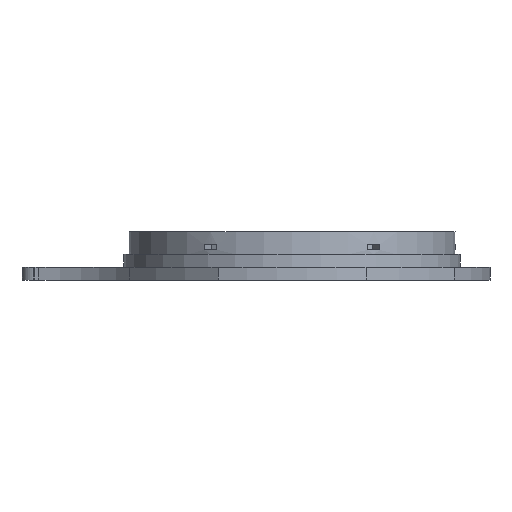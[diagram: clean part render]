
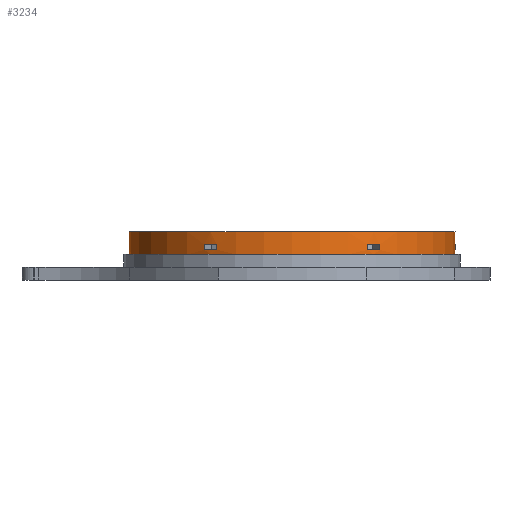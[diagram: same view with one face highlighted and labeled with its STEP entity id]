
A CAD part, left-side view. The second image highlights one B-rep face of the part: STEP entity #3234.
In plain terms, the highlighted cylindrical face has radius 63.4 mm (diameter 126.8 mm), a full revolution.
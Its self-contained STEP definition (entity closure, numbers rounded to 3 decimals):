
#73=FACE_BOUND('',#580,.T.);
#74=FACE_BOUND('',#581,.T.);
#75=FACE_BOUND('',#582,.T.);
#76=FACE_BOUND('',#583,.T.);
#77=FACE_BOUND('',#584,.T.);
#78=FACE_BOUND('',#585,.T.);
#347=FACE_OUTER_BOUND('',#579,.T.);
#579=EDGE_LOOP('',(#2849,#2850,#2851,#2852));
#580=EDGE_LOOP('',(#2853,#2854,#2855,#2856));
#581=EDGE_LOOP('',(#2857,#2858,#2859,#2860));
#582=EDGE_LOOP('',(#2861,#2862,#2863,#2864));
#583=EDGE_LOOP('',(#2865,#2866,#2867,#2868));
#584=EDGE_LOOP('',(#2869,#2870,#2871,#2872));
#585=EDGE_LOOP('',(#2873,#2874,#2875,#2876));
#806=LINE('',#5372,#1067);
#812=LINE('',#5388,#1073);
#816=LINE('',#5399,#1077);
#824=LINE('',#5419,#1085);
#826=LINE('',#5426,#1087);
#830=LINE('',#5435,#1091);
#836=LINE('',#5453,#1097);
#840=LINE('',#5462,#1101);
#846=LINE('',#5480,#1107);
#852=LINE('',#5496,#1113);
#856=LINE('',#5507,#1117);
#862=LINE('',#5523,#1123);
#871=LINE('',#5555,#1132);
#1067=VECTOR('',#4356,10.);
#1073=VECTOR('',#4370,10.);
#1077=VECTOR('',#4382,10.);
#1085=VECTOR('',#4400,10.);
#1087=VECTOR('',#4408,10.);
#1091=VECTOR('',#4414,10.);
#1097=VECTOR('',#4434,10.);
#1101=VECTOR('',#4440,10.);
#1107=VECTOR('',#4460,10.);
#1113=VECTOR('',#4474,10.);
#1117=VECTOR('',#4486,10.);
#1123=VECTOR('',#4500,10.);
#1132=VECTOR('',#4539,63.4);
#1294=CIRCLE('',#3544,63.4);
#1296=CIRCLE('',#3549,63.4);
#1297=CIRCLE('',#3552,63.4);
#1299=CIRCLE('',#3557,63.4);
#1300=CIRCLE('',#3561,63.4);
#1301=CIRCLE('',#3564,63.4);
#1303=CIRCLE('',#3569,63.4);
#1304=CIRCLE('',#3572,63.4);
#1306=CIRCLE('',#3576,63.4);
#1308=CIRCLE('',#3581,63.4);
#1309=CIRCLE('',#3584,63.4);
#1311=CIRCLE('',#3589,63.4);
#1317=CIRCLE('',#3601,63.4);
#1318=CIRCLE('',#3602,63.4);
#1561=VERTEX_POINT('',#5370);
#1562=VERTEX_POINT('',#5371);
#1565=VERTEX_POINT('',#5379);
#1568=VERTEX_POINT('',#5387);
#1570=VERTEX_POINT('',#5397);
#1571=VERTEX_POINT('',#5398);
#1574=VERTEX_POINT('',#5406);
#1578=VERTEX_POINT('',#5418);
#1579=VERTEX_POINT('',#5424);
#1580=VERTEX_POINT('',#5425);
#1583=VERTEX_POINT('',#5433);
#1584=VERTEX_POINT('',#5434);
#1588=VERTEX_POINT('',#5451);
#1589=VERTEX_POINT('',#5452);
#1592=VERTEX_POINT('',#5460);
#1593=VERTEX_POINT('',#5461);
#1597=VERTEX_POINT('',#5478);
#1598=VERTEX_POINT('',#5479);
#1601=VERTEX_POINT('',#5487);
#1604=VERTEX_POINT('',#5495);
#1606=VERTEX_POINT('',#5505);
#1607=VERTEX_POINT('',#5506);
#1610=VERTEX_POINT('',#5514);
#1613=VERTEX_POINT('',#5522);
#1620=VERTEX_POINT('',#5552);
#1621=VERTEX_POINT('',#5554);
#1966=EDGE_CURVE('',#1561,#1562,#806,.T.);
#1970=EDGE_CURVE('',#1562,#1565,#1294,.T.);
#1974=EDGE_CURVE('',#1565,#1568,#812,.T.);
#1978=EDGE_CURVE('',#1568,#1561,#1296,.T.);
#1979=EDGE_CURVE('',#1570,#1571,#816,.T.);
#1983=EDGE_CURVE('',#1571,#1574,#1297,.T.);
#1989=EDGE_CURVE('',#1574,#1578,#824,.T.);
#1991=EDGE_CURVE('',#1578,#1570,#1299,.T.);
#1992=EDGE_CURVE('',#1579,#1580,#826,.T.);
#1996=EDGE_CURVE('',#1583,#1584,#830,.T.);
#2000=EDGE_CURVE('',#1580,#1583,#1300,.T.);
#2003=EDGE_CURVE('',#1584,#1579,#1301,.T.);
#2005=EDGE_CURVE('',#1588,#1589,#836,.T.);
#2009=EDGE_CURVE('',#1592,#1593,#840,.T.);
#2013=EDGE_CURVE('',#1589,#1592,#1303,.T.);
#2016=EDGE_CURVE('',#1593,#1588,#1304,.T.);
#2018=EDGE_CURVE('',#1597,#1598,#846,.T.);
#2022=EDGE_CURVE('',#1598,#1601,#1306,.T.);
#2026=EDGE_CURVE('',#1601,#1604,#852,.T.);
#2030=EDGE_CURVE('',#1604,#1597,#1308,.T.);
#2031=EDGE_CURVE('',#1606,#1607,#856,.T.);
#2035=EDGE_CURVE('',#1607,#1610,#1309,.T.);
#2039=EDGE_CURVE('',#1610,#1613,#862,.T.);
#2043=EDGE_CURVE('',#1613,#1606,#1311,.T.);
#2054=EDGE_CURVE('',#1620,#1620,#1317,.T.);
#2055=EDGE_CURVE('',#1620,#1621,#871,.T.);
#2056=EDGE_CURVE('',#1621,#1621,#1318,.T.);
#2849=ORIENTED_EDGE('',*,*,#2054,.F.);
#2850=ORIENTED_EDGE('',*,*,#2055,.T.);
#2851=ORIENTED_EDGE('',*,*,#2056,.T.);
#2852=ORIENTED_EDGE('',*,*,#2055,.F.);
#2853=ORIENTED_EDGE('',*,*,#1974,.T.);
#2854=ORIENTED_EDGE('',*,*,#1978,.T.);
#2855=ORIENTED_EDGE('',*,*,#1966,.T.);
#2856=ORIENTED_EDGE('',*,*,#1970,.T.);
#2857=ORIENTED_EDGE('',*,*,#1989,.T.);
#2858=ORIENTED_EDGE('',*,*,#1991,.T.);
#2859=ORIENTED_EDGE('',*,*,#1979,.T.);
#2860=ORIENTED_EDGE('',*,*,#1983,.T.);
#2861=ORIENTED_EDGE('',*,*,#2000,.T.);
#2862=ORIENTED_EDGE('',*,*,#1996,.T.);
#2863=ORIENTED_EDGE('',*,*,#2003,.T.);
#2864=ORIENTED_EDGE('',*,*,#1992,.T.);
#2865=ORIENTED_EDGE('',*,*,#2013,.T.);
#2866=ORIENTED_EDGE('',*,*,#2009,.T.);
#2867=ORIENTED_EDGE('',*,*,#2016,.T.);
#2868=ORIENTED_EDGE('',*,*,#2005,.T.);
#2869=ORIENTED_EDGE('',*,*,#2026,.T.);
#2870=ORIENTED_EDGE('',*,*,#2030,.T.);
#2871=ORIENTED_EDGE('',*,*,#2018,.T.);
#2872=ORIENTED_EDGE('',*,*,#2022,.T.);
#2873=ORIENTED_EDGE('',*,*,#2039,.T.);
#2874=ORIENTED_EDGE('',*,*,#2043,.T.);
#2875=ORIENTED_EDGE('',*,*,#2031,.T.);
#2876=ORIENTED_EDGE('',*,*,#2035,.T.);
#3060=CYLINDRICAL_SURFACE('',#3600,63.4);
#3234=ADVANCED_FACE('',(#347,#73,#74,#75,#76,#77,#78),#3060,.T.);
#3544=AXIS2_PLACEMENT_3D('',#5380,#4362,#4363);
#3549=AXIS2_PLACEMENT_3D('',#5395,#4378,#4379);
#3552=AXIS2_PLACEMENT_3D('',#5407,#4388,#4389);
#3557=AXIS2_PLACEMENT_3D('',#5422,#4404,#4405);
#3561=AXIS2_PLACEMENT_3D('',#5442,#4420,#4421);
#3564=AXIS2_PLACEMENT_3D('',#5447,#4428,#4429);
#3569=AXIS2_PLACEMENT_3D('',#5469,#4446,#4447);
#3572=AXIS2_PLACEMENT_3D('',#5474,#4454,#4455);
#3576=AXIS2_PLACEMENT_3D('',#5488,#4466,#4467);
#3581=AXIS2_PLACEMENT_3D('',#5503,#4482,#4483);
#3584=AXIS2_PLACEMENT_3D('',#5515,#4492,#4493);
#3589=AXIS2_PLACEMENT_3D('',#5530,#4508,#4509);
#3600=AXIS2_PLACEMENT_3D('',#5551,#4535,#4536);
#3601=AXIS2_PLACEMENT_3D('',#5553,#4537,#4538);
#3602=AXIS2_PLACEMENT_3D('',#5556,#4540,#4541);
#4356=DIRECTION('',(0.,0.,-1.));
#4362=DIRECTION('center_axis',(0.,0.,-1.));
#4363=DIRECTION('ref_axis',(1.,0.,0.));
#4370=DIRECTION('',(0.,0.,1.));
#4378=DIRECTION('center_axis',(0.,0.,1.));
#4379=DIRECTION('ref_axis',(1.,0.,0.));
#4382=DIRECTION('',(0.,0.,-1.));
#4388=DIRECTION('center_axis',(0.,0.,-1.));
#4389=DIRECTION('ref_axis',(1.,0.,0.));
#4400=DIRECTION('',(0.,0.,1.));
#4404=DIRECTION('center_axis',(0.,0.,1.));
#4405=DIRECTION('ref_axis',(1.,0.,0.));
#4408=DIRECTION('',(0.,0.,1.));
#4414=DIRECTION('',(0.,0.,-1.));
#4420=DIRECTION('center_axis',(0.,0.,1.));
#4421=DIRECTION('ref_axis',(1.,0.,0.));
#4428=DIRECTION('center_axis',(0.,0.,-1.));
#4429=DIRECTION('ref_axis',(1.,0.,0.));
#4434=DIRECTION('',(0.,0.,1.));
#4440=DIRECTION('',(0.,0.,-1.));
#4446=DIRECTION('center_axis',(0.,0.,1.));
#4447=DIRECTION('ref_axis',(1.,0.,0.));
#4454=DIRECTION('center_axis',(0.,0.,-1.));
#4455=DIRECTION('ref_axis',(1.,0.,0.));
#4460=DIRECTION('',(0.,0.,-1.));
#4466=DIRECTION('center_axis',(0.,0.,-1.));
#4467=DIRECTION('ref_axis',(1.,0.,0.));
#4474=DIRECTION('',(0.,0.,1.));
#4482=DIRECTION('center_axis',(0.,0.,1.));
#4483=DIRECTION('ref_axis',(1.,0.,0.));
#4486=DIRECTION('',(0.,0.,-1.));
#4492=DIRECTION('center_axis',(0.,0.,-1.));
#4493=DIRECTION('ref_axis',(1.,0.,0.));
#4500=DIRECTION('',(0.,0.,1.));
#4508=DIRECTION('center_axis',(0.,0.,1.));
#4509=DIRECTION('ref_axis',(1.,0.,0.));
#4535=DIRECTION('center_axis',(0.,0.,1.));
#4536=DIRECTION('ref_axis',(1.,0.,0.));
#4537=DIRECTION('center_axis',(0.,0.,1.));
#4538=DIRECTION('ref_axis',(1.,0.,0.));
#4539=DIRECTION('',(0.,0.,-1.));
#4540=DIRECTION('center_axis',(0.,0.,1.));
#4541=DIRECTION('ref_axis',(1.,0.,0.));
#5370=CARTESIAN_POINT('',(-2.8,63.338,13.8));
#5371=CARTESIAN_POINT('',(-2.8,63.338,11.8));
#5372=CARTESIAN_POINT('',(-2.8,63.338,5.));
#5379=CARTESIAN_POINT('',(2.8,63.338,11.8));
#5380=CARTESIAN_POINT('Origin',(0.,0.,11.8));
#5387=CARTESIAN_POINT('',(2.8,63.338,13.8));
#5388=CARTESIAN_POINT('',(2.8,63.338,5.));
#5395=CARTESIAN_POINT('Origin',(0.,0.,13.8));
#5397=CARTESIAN_POINT('',(2.8,-63.338,13.8));
#5398=CARTESIAN_POINT('',(2.8,-63.338,11.8));
#5399=CARTESIAN_POINT('',(2.8,-63.338,5.));
#5406=CARTESIAN_POINT('',(-2.8,-63.338,11.8));
#5407=CARTESIAN_POINT('Origin',(0.,0.,11.8));
#5418=CARTESIAN_POINT('',(-2.8,-63.338,13.8));
#5419=CARTESIAN_POINT('',(-2.8,-63.338,5.));
#5422=CARTESIAN_POINT('Origin',(0.,0.,13.8));
#5424=CARTESIAN_POINT('',(53.452,-34.094,11.8));
#5425=CARTESIAN_POINT('',(53.452,-34.094,13.8));
#5426=CARTESIAN_POINT('',(53.452,-34.094,5.));
#5433=CARTESIAN_POINT('',(56.252,-29.244,13.8));
#5434=CARTESIAN_POINT('',(56.252,-29.244,11.8));
#5435=CARTESIAN_POINT('',(56.252,-29.244,5.));
#5442=CARTESIAN_POINT('Origin',(0.,0.,13.8));
#5447=CARTESIAN_POINT('Origin',(0.,0.,11.8));
#5451=CARTESIAN_POINT('',(-53.452,34.094,11.8));
#5452=CARTESIAN_POINT('',(-53.452,34.094,13.8));
#5453=CARTESIAN_POINT('',(-53.452,34.094,5.));
#5460=CARTESIAN_POINT('',(-56.252,29.244,13.8));
#5461=CARTESIAN_POINT('',(-56.252,29.244,11.8));
#5462=CARTESIAN_POINT('',(-56.252,29.244,5.));
#5469=CARTESIAN_POINT('Origin',(0.,0.,13.8));
#5474=CARTESIAN_POINT('Origin',(0.,0.,11.8));
#5478=CARTESIAN_POINT('',(-53.452,-34.094,13.8));
#5479=CARTESIAN_POINT('',(-53.452,-34.094,11.8));
#5480=CARTESIAN_POINT('',(-53.452,-34.094,5.));
#5487=CARTESIAN_POINT('',(-56.252,-29.244,11.8));
#5488=CARTESIAN_POINT('Origin',(0.,0.,11.8));
#5495=CARTESIAN_POINT('',(-56.252,-29.244,13.8));
#5496=CARTESIAN_POINT('',(-56.252,-29.244,5.));
#5503=CARTESIAN_POINT('Origin',(0.,0.,13.8));
#5505=CARTESIAN_POINT('',(53.452,34.094,13.8));
#5506=CARTESIAN_POINT('',(53.452,34.094,11.8));
#5507=CARTESIAN_POINT('',(53.452,34.094,5.));
#5514=CARTESIAN_POINT('',(56.252,29.244,11.8));
#5515=CARTESIAN_POINT('Origin',(0.,0.,11.8));
#5522=CARTESIAN_POINT('',(56.252,29.244,13.8));
#5523=CARTESIAN_POINT('',(56.252,29.244,5.));
#5530=CARTESIAN_POINT('Origin',(0.,0.,13.8));
#5551=CARTESIAN_POINT('Origin',(0.,0.,5.));
#5552=CARTESIAN_POINT('',(-63.4,0.,18.8));
#5553=CARTESIAN_POINT('Origin',(0.,0.,18.8));
#5554=CARTESIAN_POINT('',(-63.4,0.,10.));
#5555=CARTESIAN_POINT('',(-63.4,0.,5.));
#5556=CARTESIAN_POINT('Origin',(0.,0.,10.));
